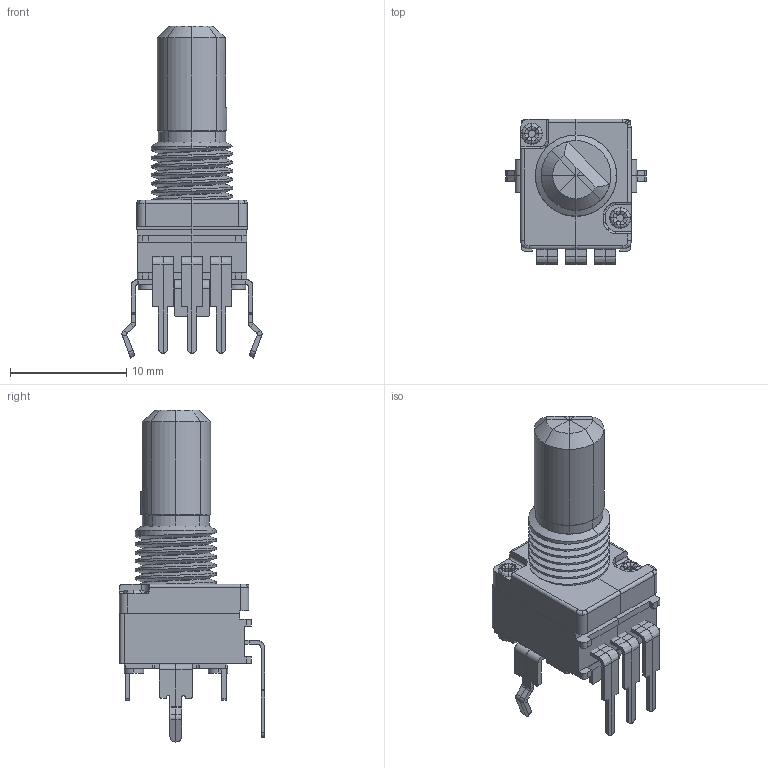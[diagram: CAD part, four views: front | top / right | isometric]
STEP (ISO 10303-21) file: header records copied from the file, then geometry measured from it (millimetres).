
FILE_DESCRIPTION(('FreeCAD Model'),'2;1');
FILE_NAME('P0915N.step','2018-10-16T17:22:00' ,('Author'),(''),'Open CASCADE STEP processor 7.2','FreeCAD','Unknown' );
FILE_SCHEMA(('AUTOMOTIVE_DESIGN_CC2 { 1 2 10303 214 -1 1 5 4 }'));
Length unit declared in the file: millimetre
Products named in the file (7): d_shaft; pin1; plastic; top; pin2; pin3; Mechanical
Bounding box: 12.07 x 12.5 x 28.58 mm (x, y, z)
Volume: 1160.4 mm3; surface area: 1548.4 mm2
Topology: 7 solids, 7 shells, 505 faces, 1209 edges, 722 vertices
Faces by surface type: plane 236, bspline 209, cylinder 49, cone 11
Entity records: 20647 total; most frequent: CARTESIAN_POINT 9895, ORIENTED_EDGE 2418, DIRECTION 1774, EDGE_CURVE 1209, LINE 750, VECTOR 750, VERTEX_POINT 722, AXIS2_PLACEMENT_3D 512
